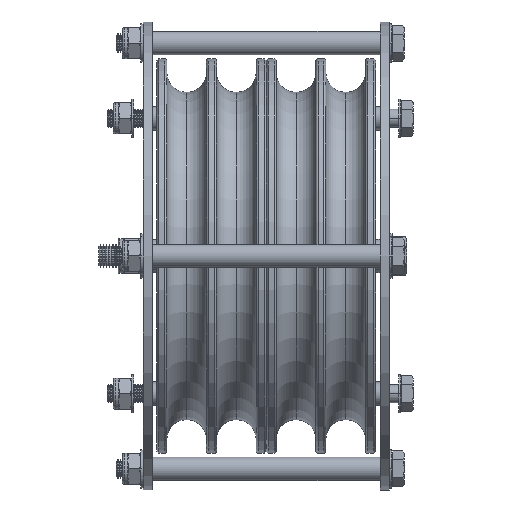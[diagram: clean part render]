
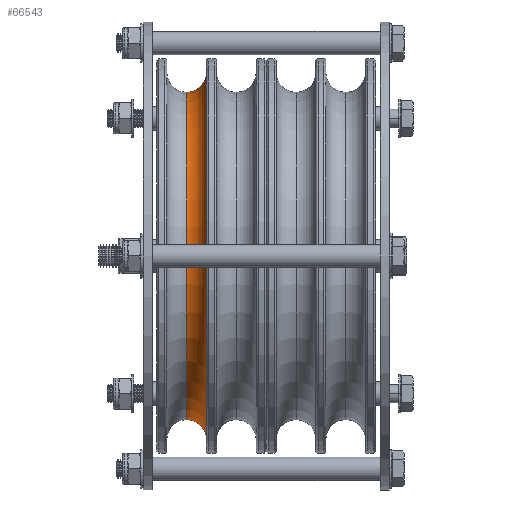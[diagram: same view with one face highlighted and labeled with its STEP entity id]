
A CAD part, front view. The second image highlights one B-rep face of the part: STEP entity #66543.
In plain terms, the highlighted toroidal (fillet/blend) face has major radius 100 mm and minor radius 10.8 mm.
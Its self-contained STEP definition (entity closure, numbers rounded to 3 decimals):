
#1266 = ORIENTED_EDGE ( 'NONE', *, *, #3118, .F. ) ;
#2767 = DIRECTION ( 'NONE',  ( -1., 0., 0. ) ) ;
#3118 = EDGE_CURVE ( 'NONE', #26310, #61465, #73462, .T. ) ;
#3760 = CIRCLE ( 'NONE', #26485, 89.2 ) ;
#4828 = DIRECTION ( 'NONE',  ( 0., -1., 0. ) ) ;
#8456 = ORIENTED_EDGE ( 'NONE', *, *, #65245, .F. ) ;
#10866 = CARTESIAN_POINT ( 'NONE',  ( 13.533, 0., 100. ) ) ;
#12326 = AXIS2_PLACEMENT_3D ( 'NONE', #20540, #72709, #61103 ) ;
#12566 = FACE_OUTER_BOUND ( 'NONE', #72057, .T. ) ;
#15379 = CARTESIAN_POINT ( 'NONE',  ( 2.733, 0., 100. ) ) ;
#16341 = VERTEX_POINT ( 'NONE', #37974 ) ;
#20511 = AXIS2_PLACEMENT_3D ( 'NONE', #10866, #4828, #45116 ) ;
#20540 = CARTESIAN_POINT ( 'NONE',  ( 13.533, 0., -100. ) ) ;
#20563 = EDGE_CURVE ( 'NONE', #26310, #38399, #72687, .T. ) ;
#21439 = CARTESIAN_POINT ( 'NONE',  ( 2.733, 0., -100. ) ) ;
#25227 = ORIENTED_EDGE ( 'NONE', *, *, #56982, .T. ) ;
#26310 = VERTEX_POINT ( 'NONE', #21439 ) ;
#26485 = AXIS2_PLACEMENT_3D ( 'NONE', #66007, #2767, #47626 ) ;
#29861 = ORIENTED_EDGE ( 'NONE', *, *, #20563, .T. ) ;
#37690 = CARTESIAN_POINT ( 'NONE',  ( 2.733, 0., 0. ) ) ;
#37974 = CARTESIAN_POINT ( 'NONE',  ( 13.533, 0., 89.2 ) ) ;
#38399 = VERTEX_POINT ( 'NONE', #41692 ) ;
#38843 = DIRECTION ( 'NONE',  ( -1., 0., 0. ) ) ;
#41692 = CARTESIAN_POINT ( 'NONE',  ( 13.533, 0., -89.2 ) ) ;
#45116 = DIRECTION ( 'NONE',  ( 0., 0., -1. ) ) ;
#47408 = AXIS2_PLACEMENT_3D ( 'NONE', #37690, #67198, #49841 ) ;
#47626 = DIRECTION ( 'NONE',  ( 0., 0., 1. ) ) ;
#49841 = DIRECTION ( 'NONE',  ( 0., 0., 1. ) ) ;
#50727 = DIRECTION ( 'NONE',  ( 0., 0., 1. ) ) ;
#56982 = EDGE_CURVE ( 'NONE', #38399, #16341, #3760, .T. ) ;
#61103 = DIRECTION ( 'NONE',  ( 0., 0., 1. ) ) ;
#61465 = VERTEX_POINT ( 'NONE', #15379 ) ;
#61567 = AXIS2_PLACEMENT_3D ( 'NONE', #68098, #38843, #50727 ) ;
#65245 = EDGE_CURVE ( 'NONE', #61465, #16341, #69573, .T. ) ;
#66007 = CARTESIAN_POINT ( 'NONE',  ( 13.533, 0., 0. ) ) ;
#66543 = ADVANCED_FACE ( 'NONE', ( #12566 ), #72097, .F. ) ;
#67198 = DIRECTION ( 'NONE',  ( -1., 0., 0. ) ) ;
#68098 = CARTESIAN_POINT ( 'NONE',  ( 13.533, 0., 0. ) ) ;
#69573 = CIRCLE ( 'NONE', #20511, 10.8 ) ;
#72057 = EDGE_LOOP ( 'NONE', ( #29861, #25227, #8456, #1266 ) ) ;
#72097 = TOROIDAL_SURFACE ( 'NONE', #61567, 100., 10.8 ) ;
#72687 = CIRCLE ( 'NONE', #12326, 10.8 ) ;
#72709 = DIRECTION ( 'NONE',  ( 0., 1., 0. ) ) ;
#73462 = CIRCLE ( 'NONE', #47408, 100. ) ;
